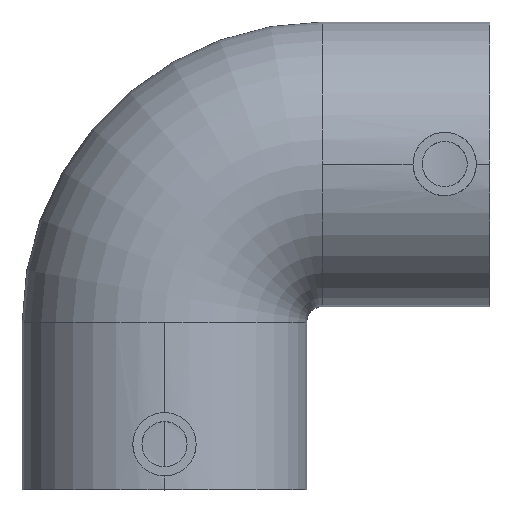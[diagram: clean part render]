
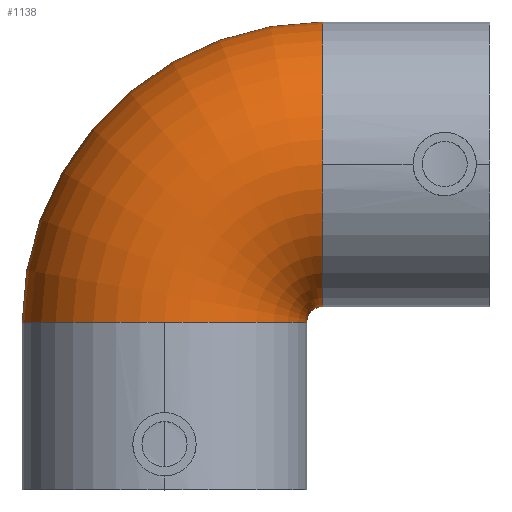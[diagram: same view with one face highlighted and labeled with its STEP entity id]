
A CAD part, top view. The second image highlights one B-rep face of the part: STEP entity #1138.
In plain terms, the highlighted toroidal (fillet/blend) face has major radius 35 mm and minor radius 31.5 mm.
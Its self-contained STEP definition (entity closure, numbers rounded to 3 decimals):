
#19 = DIRECTION ( 'NONE',  ( 0., 0., -1. ) ) ;
#27 = CARTESIAN_POINT ( 'NONE',  ( 35., 40.5, 0. ) ) ;
#33 = DIRECTION ( 'NONE',  ( -1., 0., 0. ) ) ;
#70 = CIRCLE ( 'NONE', #748, 31.5 ) ;
#88 = DIRECTION ( 'NONE',  ( 0., 0., -1. ) ) ;
#110 = CARTESIAN_POINT ( 'NONE',  ( 35., 72., 31.5 ) ) ;
#125 = AXIS2_PLACEMENT_3D ( 'NONE', #138, #1081, #328 ) ;
#137 = EDGE_CURVE ( 'NONE', #1200, #1056, #1025, .T. ) ;
#138 = CARTESIAN_POINT ( 'NONE',  ( 0., 37., 0. ) ) ;
#144 = CARTESIAN_POINT ( 'NONE',  ( 35., 72., 0. ) ) ;
#151 = CARTESIAN_POINT ( 'NONE',  ( 35., 72., 0. ) ) ;
#160 = ORIENTED_EDGE ( 'NONE', *, *, #230, .T. ) ;
#162 = EDGE_LOOP ( 'NONE', ( #441, #776, #160, #1133, #355, #917 ) ) ;
#225 = DIRECTION ( 'NONE',  ( 1., 0., 0. ) ) ;
#230 = EDGE_CURVE ( 'NONE', #371, #1160, #552, .T. ) ;
#237 = DIRECTION ( 'NONE',  ( 1., 0., 0. ) ) ;
#248 = CIRCLE ( 'NONE', #635, 3.5 ) ;
#289 = AXIS2_PLACEMENT_3D ( 'NONE', #868, #774, #679 ) ;
#328 = DIRECTION ( 'NONE',  ( 0., 0., 1. ) ) ;
#355 = ORIENTED_EDGE ( 'NONE', *, *, #1040, .F. ) ;
#363 = VERTEX_POINT ( 'NONE', #27 ) ;
#371 = VERTEX_POINT ( 'NONE', #470 ) ;
#400 = VERTEX_POINT ( 'NONE', #934 ) ;
#406 = CARTESIAN_POINT ( 'NONE',  ( 35., 103.5, 0. ) ) ;
#441 = ORIENTED_EDGE ( 'NONE', *, *, #969, .F. ) ;
#470 = CARTESIAN_POINT ( 'NONE',  ( 0., 37., 31.5 ) ) ;
#473 = CARTESIAN_POINT ( 'NONE',  ( 35., 37., 0. ) ) ;
#489 = AXIS2_PLACEMENT_3D ( 'NONE', #473, #88, #650 ) ;
#510 = DIRECTION ( 'NONE',  ( 0., 0., 1. ) ) ;
#523 = AXIS2_PLACEMENT_3D ( 'NONE', #144, #225, #682 ) ;
#552 = CIRCLE ( 'NONE', #125, 31.5 ) ;
#599 = DIRECTION ( 'NONE',  ( -1., 0., 0. ) ) ;
#635 = AXIS2_PLACEMENT_3D ( 'NONE', #861, #19, #599 ) ;
#650 = DIRECTION ( 'NONE',  ( -1., 0., 0. ) ) ;
#659 = TOROIDAL_SURFACE ( 'NONE', #489, 35., 31.5 ) ;
#679 = DIRECTION ( 'NONE',  ( 0., 0., 1. ) ) ;
#682 = DIRECTION ( 'NONE',  ( 0., 0., 1. ) ) ;
#689 = EDGE_CURVE ( 'NONE', #400, #371, #929, .T. ) ;
#748 = AXIS2_PLACEMENT_3D ( 'NONE', #151, #237, #510 ) ;
#774 = DIRECTION ( 'NONE',  ( 0., 1., 0. ) ) ;
#776 = ORIENTED_EDGE ( 'NONE', *, *, #689, .T. ) ;
#828 = AXIS2_PLACEMENT_3D ( 'NONE', #1060, #943, #33 ) ;
#835 = EDGE_CURVE ( 'NONE', #1160, #363, #248, .T. ) ;
#861 = CARTESIAN_POINT ( 'NONE',  ( 35., 37., 0. ) ) ;
#868 = CARTESIAN_POINT ( 'NONE',  ( 0., 37., 0. ) ) ;
#917 = ORIENTED_EDGE ( 'NONE', *, *, #137, .F. ) ;
#929 = CIRCLE ( 'NONE', #289, 31.5 ) ;
#934 = CARTESIAN_POINT ( 'NONE',  ( -31.5, 37., 0. ) ) ;
#936 = CARTESIAN_POINT ( 'NONE',  ( 31.5, 37., 0. ) ) ;
#943 = DIRECTION ( 'NONE',  ( 0., 0., -1. ) ) ;
#969 = EDGE_CURVE ( 'NONE', #400, #1200, #1007, .T. ) ;
#1007 = CIRCLE ( 'NONE', #828, 66.5 ) ;
#1025 = CIRCLE ( 'NONE', #523, 31.5 ) ;
#1029 = FACE_OUTER_BOUND ( 'NONE', #162, .T. ) ;
#1040 = EDGE_CURVE ( 'NONE', #1056, #363, #70, .T. ) ;
#1056 = VERTEX_POINT ( 'NONE', #110 ) ;
#1060 = CARTESIAN_POINT ( 'NONE',  ( 35., 37., 0. ) ) ;
#1081 = DIRECTION ( 'NONE',  ( 0., 1., 0. ) ) ;
#1133 = ORIENTED_EDGE ( 'NONE', *, *, #835, .T. ) ;
#1138 = ADVANCED_FACE ( 'NONE', ( #1029 ), #659, .T. ) ;
#1160 = VERTEX_POINT ( 'NONE', #936 ) ;
#1200 = VERTEX_POINT ( 'NONE', #406 ) ;
